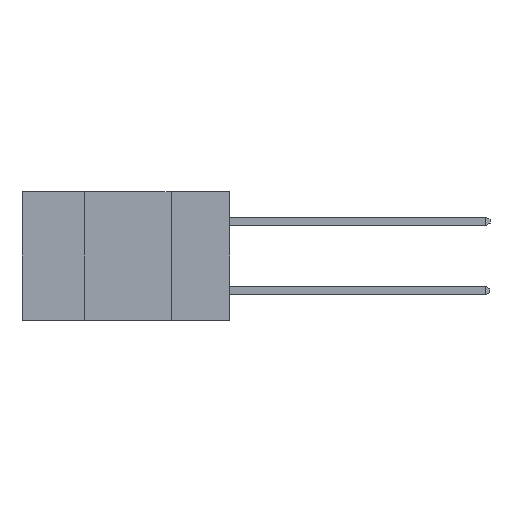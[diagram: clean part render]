
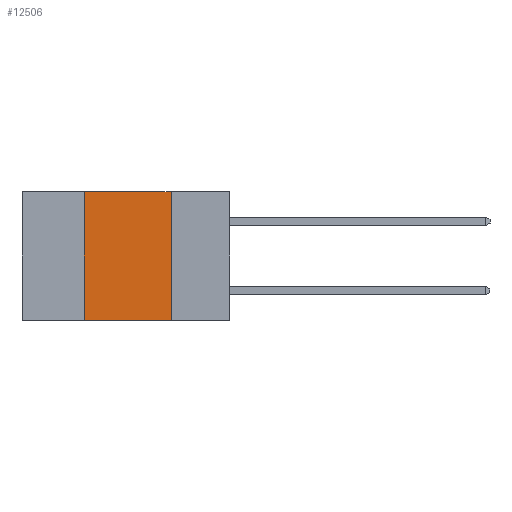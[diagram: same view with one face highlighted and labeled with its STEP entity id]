
A CAD part, left-side view. The second image highlights one B-rep face of the part: STEP entity #12506.
In plain terms, the highlighted planar face has unit normal (-1, 0, 0).
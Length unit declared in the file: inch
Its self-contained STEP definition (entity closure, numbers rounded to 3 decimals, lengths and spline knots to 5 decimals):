
#447 = ORIENTED_EDGE ( 'NONE', *, *, #6762, .T. ) ;
#513 = DIRECTION ( 'NONE',  ( 0., -1., 0. ) ) ;
#1104 = VERTEX_POINT ( 'NONE', #2684 ) ;
#1293 = FACE_OUTER_BOUND ( 'NONE', #13096, .T. ) ;
#1530 = VECTOR ( 'NONE', #513, 39.37008 ) ;
#1599 = ORIENTED_EDGE ( 'NONE', *, *, #12925, .F. ) ;
#1622 = DIRECTION ( 'NONE',  ( 1., 0., 0. ) ) ;
#2194 = DIRECTION ( 'NONE',  ( 0., 0., 1. ) ) ;
#2384 = EDGE_CURVE ( 'NONE', #9426, #4932, #2616, .T. ) ;
#2616 = LINE ( 'NONE', #2815, #10471 ) ;
#2684 = CARTESIAN_POINT ( 'NONE',  ( 0., 0.42, 0. ) ) ;
#2815 = CARTESIAN_POINT ( 'NONE',  ( 0., 0.17, 0. ) ) ;
#3404 = CARTESIAN_POINT ( 'NONE',  ( 0., 0.17, 0. ) ) ;
#4267 = LINE ( 'NONE', #12768, #1530 ) ;
#4307 = CARTESIAN_POINT ( 'NONE',  ( 0., 0.6, 0. ) ) ;
#4932 = VERTEX_POINT ( 'NONE', #9552 ) ;
#5689 = PLANE ( 'NONE',  #5783 ) ;
#5783 = AXIS2_PLACEMENT_3D ( 'NONE', #7780, #1622, #8785 ) ;
#6740 = LINE ( 'NONE', #4307, #9135 ) ;
#6762 = EDGE_CURVE ( 'NONE', #9056, #4932, #4267, .T. ) ;
#7064 = VECTOR ( 'NONE', #2194, 39.37008 ) ;
#7312 = CARTESIAN_POINT ( 'NONE',  ( 0., 0.42, 0. ) ) ;
#7780 = CARTESIAN_POINT ( 'NONE',  ( 0., 0.6, 0. ) ) ;
#8088 = ORIENTED_EDGE ( 'NONE', *, *, #2384, .F. ) ;
#8098 = DIRECTION ( 'NONE',  ( 0., 0., -1. ) ) ;
#8785 = DIRECTION ( 'NONE',  ( 0., 0., -1. ) ) ;
#9056 = VERTEX_POINT ( 'NONE', #11445 ) ;
#9135 = VECTOR ( 'NONE', #11449, 39.37008 ) ;
#9426 = VERTEX_POINT ( 'NONE', #3404 ) ;
#9552 = CARTESIAN_POINT ( 'NONE',  ( 0., 0.17, -0.37 ) ) ;
#10471 = VECTOR ( 'NONE', #8098, 39.37008 ) ;
#11445 = CARTESIAN_POINT ( 'NONE',  ( 0., 0.42, -0.37 ) ) ;
#11449 = DIRECTION ( 'NONE',  ( 0., -1., 0. ) ) ;
#11877 = ORIENTED_EDGE ( 'NONE', *, *, #12890, .F. ) ;
#12467 = LINE ( 'NONE', #7312, #7064 ) ;
#12506 = ADVANCED_FACE ( 'NONE', ( #1293 ), #5689, .F. ) ;
#12768 = CARTESIAN_POINT ( 'NONE',  ( 0., 0.6, -0.37 ) ) ;
#12890 = EDGE_CURVE ( 'NONE', #9056, #1104, #12467, .T. ) ;
#12925 = EDGE_CURVE ( 'NONE', #1104, #9426, #6740, .T. ) ;
#13096 = EDGE_LOOP ( 'NONE', ( #8088, #1599, #11877, #447 ) ) ;
